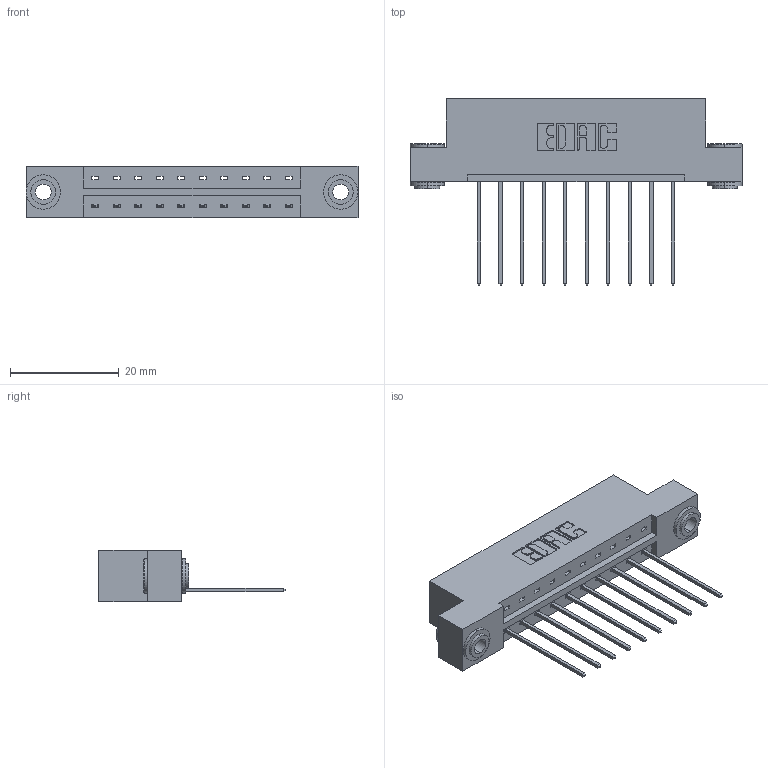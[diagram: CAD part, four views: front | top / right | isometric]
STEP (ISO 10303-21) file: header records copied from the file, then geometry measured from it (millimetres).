
FILE_DESCRIPTION (( 'STEP AP203' ), '1' );
FILE_NAME ('833-010-541-103.STEP', '2020-05-30T18:38:09', ( '' ), ( '' ), 'SwSTEP 2.0', 'SolidWorks 2020', '' );
FILE_SCHEMA (( 'CONFIG_CONTROL_DESIGN' ));
Length unit declared in the file: inch
Products named in the file (4): 833 Part_Flush - .156 Dia - TH; 833-010-541-103; 345-250-002_345-250-002-102; 345-292-001_345-293-141
Assembly tree (13 placements, depth 2):
  833-010-541-103
    833 Part_Flush - .156 Dia - TH
    345-292-001_345-293-141  x10
    345-250-002_345-250-002-102  x2
Bounding box: 61.16 x 34.3 x 9.4 mm (x, y, z)
Volume: 5931.9 mm3; surface area: 6639 mm2
Topology: 13 solids, 13 shells, 732 faces, 2147 edges, 1414 vertices
Faces by surface type: plane 500, cylinder 224, cone 8
Entity records: 10920 total; most frequent: CARTESIAN_POINT 1867, ORIENTED_EDGE 1806, DIRECTION 1673, EDGE_CURVE 903, VECTOR 751, LINE 751, VERTEX_POINT 598, AXIS2_PLACEMENT_3D 461
